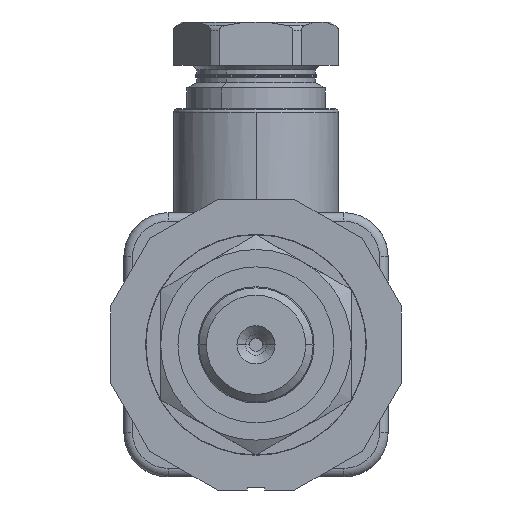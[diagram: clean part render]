
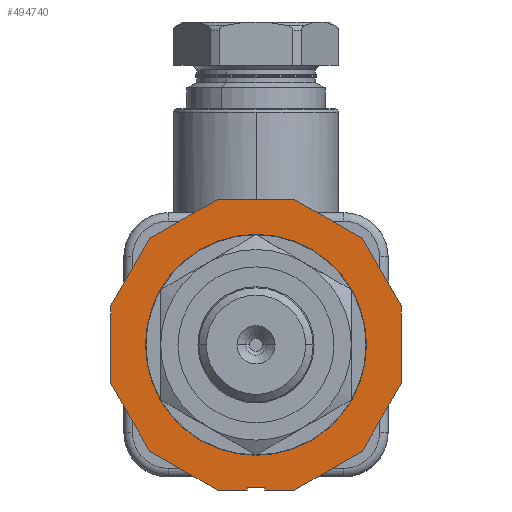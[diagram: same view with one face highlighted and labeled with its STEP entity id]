
A CAD part, front view. The second image highlights one B-rep face of the part: STEP entity #494740.
In plain terms, the highlighted face is planar.
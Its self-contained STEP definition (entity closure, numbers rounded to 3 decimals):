
#488520=CARTESIAN_POINT('',(27.25,51.512,10.5));
#488530=VERTEX_POINT('',#488520);
#488560=CARTESIAN_POINT('',(31.738,43.738,10.5));
#488570=DIRECTION('',(-0.5,0.866,0.));
#488580=VECTOR('',#488570,1.);
#488590=LINE('',#488560,#488580);
#488600=CARTESIAN_POINT('',(31.738,43.738,10.5));
#488610=VERTEX_POINT('',#488600);
#488620=EDGE_CURVE('',#488610,#488530,#488590,.T.);
#488940=CARTESIAN_POINT('',(39.512,39.25,10.5));
#488950=DIRECTION('',(-0.866,0.5,0.));
#488960=VECTOR('',#488950,1.);
#488970=LINE('',#488940,#488960);
#488980=CARTESIAN_POINT('',(39.512,39.25,10.5));
#488990=VERTEX_POINT('',#488980);
#489000=EDGE_CURVE('',#488990,#488610,#488970,.T.);
#489320=CARTESIAN_POINT('',(48.488,39.25,10.5));
#489330=DIRECTION('',(-1.,0.,0.));
#489340=VECTOR('',#489330,1.);
#489350=LINE('',#489320,#489340);
#489360=CARTESIAN_POINT('',(48.488,39.25,10.5));
#489370=VERTEX_POINT('',#489360);
#489380=EDGE_CURVE('',#489370,#488990,#489350,.T.);
#489700=CARTESIAN_POINT('',(56.262,43.738,10.5));
#489710=DIRECTION('',(-0.866,-0.5,0.));
#489720=VECTOR('',#489710,1.);
#489730=LINE('',#489700,#489720);
#489740=CARTESIAN_POINT('',(56.262,43.738,10.5));
#489750=VERTEX_POINT('',#489740);
#489760=EDGE_CURVE('',#489750,#489370,#489730,.T.);
#490080=CARTESIAN_POINT('',(60.75,51.512,10.5));
#490090=DIRECTION('',(-0.5,-0.866,0.));
#490100=VECTOR('',#490090,1.);
#490110=LINE('',#490080,#490100);
#490120=CARTESIAN_POINT('',(60.75,51.512,10.5));
#490130=VERTEX_POINT('',#490120);
#490140=EDGE_CURVE('',#490130,#489750,#490110,.T.);
#490460=CARTESIAN_POINT('',(60.75,60.488,10.5));
#490470=DIRECTION('',(0.,-1.,0.));
#490480=VECTOR('',#490470,1.);
#490490=LINE('',#490460,#490480);
#490500=CARTESIAN_POINT('',(60.75,60.488,10.5));
#490510=VERTEX_POINT('',#490500);
#490520=EDGE_CURVE('',#490510,#490130,#490490,.T.);
#490840=CARTESIAN_POINT('',(56.262,68.262,10.5));
#490850=DIRECTION('',(0.5,-0.866,0.));
#490860=VECTOR('',#490850,1.);
#490870=LINE('',#490840,#490860);
#490880=CARTESIAN_POINT('',(56.262,68.262,10.5));
#490890=VERTEX_POINT('',#490880);
#490900=EDGE_CURVE('',#490890,#490510,#490870,.T.);
#491220=CARTESIAN_POINT('',(48.488,72.75,10.5));
#491230=DIRECTION('',(0.866,-0.5,0.));
#491240=VECTOR('',#491230,1.);
#491250=LINE('',#491220,#491240);
#491260=CARTESIAN_POINT('',(48.488,72.75,10.5));
#491270=VERTEX_POINT('',#491260);
#491280=EDGE_CURVE('',#491270,#490890,#491250,.T.);
#491600=CARTESIAN_POINT('',(39.512,72.75,10.5));
#491610=DIRECTION('',(1.,0.,0.));
#491620=VECTOR('',#491610,1.);
#491630=LINE('',#491600,#491620);
#491640=CARTESIAN_POINT('',(39.512,72.75,10.5));
#491650=VERTEX_POINT('',#491640);
#491660=EDGE_CURVE('',#491650,#491270,#491630,.T.);
#491980=CARTESIAN_POINT('',(31.738,68.262,10.5));
#491990=DIRECTION('',(0.866,0.5,0.));
#492000=VECTOR('',#491990,1.);
#492010=LINE('',#491980,#492000);
#492020=CARTESIAN_POINT('',(31.738,68.262,10.5));
#492030=VERTEX_POINT('',#492020);
#492040=EDGE_CURVE('',#492030,#491650,#492010,.T.);
#492360=CARTESIAN_POINT('',(27.25,60.488,10.5));
#492370=DIRECTION('',(0.5,0.866,0.));
#492380=VECTOR('',#492370,1.);
#492390=LINE('',#492360,#492380);
#492400=CARTESIAN_POINT('',(27.25,60.488,10.5));
#492410=VERTEX_POINT('',#492400);
#492420=EDGE_CURVE('',#492410,#492030,#492390,.T.);
#492740=CARTESIAN_POINT('',(27.25,51.512,10.5));
#492750=DIRECTION('',(0.,1.,0.));
#492760=VECTOR('',#492750,1.);
#492770=LINE('',#492740,#492760);
#492780=CARTESIAN_POINT('',(27.25,57.,10.5));
#492790=VERTEX_POINT('',#492780);
#492800=EDGE_CURVE('',#492790,#492410,#492770,.T.);
#493060=CARTESIAN_POINT('',(27.25,55.,10.5));
#493070=VERTEX_POINT('',#493060);
#493080=EDGE_CURVE('',#488530,#493070,#492770,.T.);
#493370=CARTESIAN_POINT('',(0.,57.,10.5));
#493380=DIRECTION('',(1.,0.,0.));
#493390=VECTOR('',#493380,1.);
#493400=LINE('',#493370,#493390);
#493410=CARTESIAN_POINT('',(27.55,57.,10.5));
#493420=VERTEX_POINT('',#493410);
#493430=EDGE_CURVE('',#492790,#493420,#493400,.T.);
#493750=CARTESIAN_POINT('',(27.55,0.,10.5));
#493760=DIRECTION('',(0.,-1.,0.));
#493770=VECTOR('',#493760,1.);
#493780=LINE('',#493750,#493770);
#493790=CARTESIAN_POINT('',(27.55,55.,10.5));
#493800=VERTEX_POINT('',#493790);
#493810=EDGE_CURVE('',#493420,#493800,#493780,.T.);
#494200=CARTESIAN_POINT('',(0.,55.,10.5));
#494210=DIRECTION('',(-1.,0.,0.));
#494220=VECTOR('',#494210,1.);
#494230=LINE('',#494200,#494220);
#494240=EDGE_CURVE('',#493800,#493070,#494230,.T.);
#494360=CARTESIAN_POINT('',(0.,0.,10.5));
#494370=DIRECTION('',(0.,0.,1.));
#494380=DIRECTION('',(1.,0.,0.));
#494390=AXIS2_PLACEMENT_3D('',#494360,#494370,#494380);
#494400=PLANE('',#494390);
#494410=CARTESIAN_POINT('',(44.,56.,10.5));
#494420=DIRECTION('',(0.,0.,1.));
#494430=DIRECTION('',(0.,1.,0.));
#494440=AXIS2_PLACEMENT_3D('',#494410,#494420,#494430);
#494450=CIRCLE('',#494440,12.75);
#494460=CARTESIAN_POINT('',(44.,43.25,10.5));
#494470=VERTEX_POINT('',#494460);
#494480=CARTESIAN_POINT('',(44.,68.75,10.5));
#494490=VERTEX_POINT('',#494480);
#494500=EDGE_CURVE('',#494470,#494490,#494450,.T.);
#494510=ORIENTED_EDGE('',*,*,#494500,.F.);
#494520=EDGE_CURVE('',#494490,#494470,#494450,.T.);
#494530=ORIENTED_EDGE('',*,*,#494520,.F.);
#494540=EDGE_LOOP('',(#494530,#494510));
#494550=FACE_BOUND('',#494540,.T.);
#494560=ORIENTED_EDGE('',*,*,#493080,.F.);
#494570=ORIENTED_EDGE('',*,*,#494240,.T.);
#494580=ORIENTED_EDGE('',*,*,#493810,.T.);
#494590=ORIENTED_EDGE('',*,*,#493430,.T.);
#494600=ORIENTED_EDGE('',*,*,#492800,.F.);
#494610=ORIENTED_EDGE('',*,*,#492420,.F.);
#494620=ORIENTED_EDGE('',*,*,#492040,.F.);
#494630=ORIENTED_EDGE('',*,*,#491660,.F.);
#494640=ORIENTED_EDGE('',*,*,#491280,.F.);
#494650=ORIENTED_EDGE('',*,*,#490900,.F.);
#494660=ORIENTED_EDGE('',*,*,#490520,.F.);
#494670=ORIENTED_EDGE('',*,*,#490140,.F.);
#494680=ORIENTED_EDGE('',*,*,#489760,.F.);
#494690=ORIENTED_EDGE('',*,*,#489380,.F.);
#494700=ORIENTED_EDGE('',*,*,#489000,.F.);
#494710=ORIENTED_EDGE('',*,*,#488620,.F.);
#494720=EDGE_LOOP('',(#494710,#494700,#494690,#494680,#494670,#494660,
#494650,#494640,#494630,#494620,#494610,#494600,#494590,#494580,#494570,
#494560));
#494730=FACE_OUTER_BOUND('',#494720,.T.);
#494740=ADVANCED_FACE('',(#494550,#494730),#494400,.T.);
